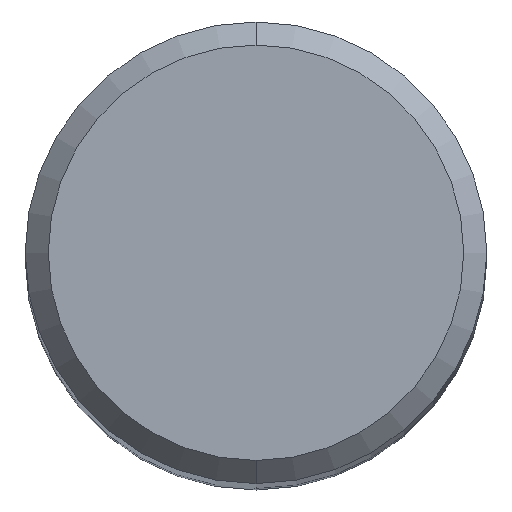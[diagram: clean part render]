
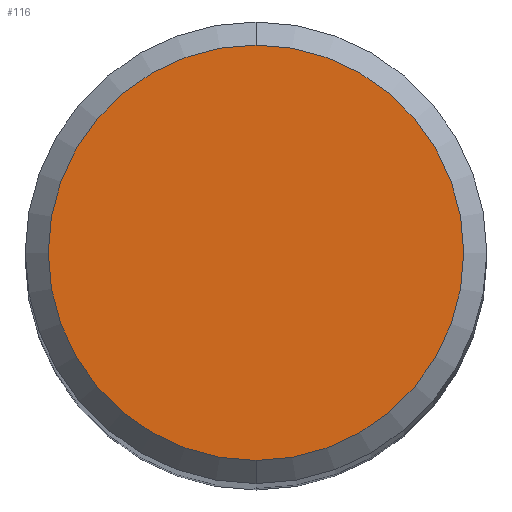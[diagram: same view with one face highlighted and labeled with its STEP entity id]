
A CAD part, top view. The second image highlights one B-rep face of the part: STEP entity #116.
In plain terms, the highlighted planar face has unit normal (0, 0, 1).
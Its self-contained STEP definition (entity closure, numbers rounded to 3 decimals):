
#66=EDGE_CURVE('',#104,#106,#154,.T.);
#104=VERTEX_POINT('',#196);
#106=VERTEX_POINT('',#198);
#116=ADVANCED_FACE('',(#210),#211,.T.);
#130=EDGE_CURVE('',#106,#104,#228,.T.);
#154=CIRCLE('',#248,4.5);
#196=CARTESIAN_POINT('',(0.0,4.5,0.0));
#198=CARTESIAN_POINT('',(0.,-4.5,0.0));
#210=FACE_OUTER_BOUND('',#318,.T.);
#211=PLANE('',#319);
#228=CIRCLE('',#337,4.5);
#248=AXIS2_PLACEMENT_3D('',#344,#345,#346);
#318=EDGE_LOOP('',(#410,#411));
#319=AXIS2_PLACEMENT_3D('',#412,#413,#414);
#337=AXIS2_PLACEMENT_3D('',#441,#442,#443);
#344=CARTESIAN_POINT('',(0.0,0.0,0.0));
#345=DIRECTION('',(0.0,0.0,-1.0));
#346=DIRECTION('',(0.0,1.0,0.0));
#410=ORIENTED_EDGE('',*,*,#66,.F.);
#411=ORIENTED_EDGE('',*,*,#130,.F.);
#412=CARTESIAN_POINT('',(0.0,2.25,0.0));
#413=DIRECTION('',(-0.0,0.0,1.0));
#414=DIRECTION('',(0.0,-1.0,0.0));
#441=CARTESIAN_POINT('',(0.0,0.0,0.0));
#442=DIRECTION('',(0.0,0.0,-1.0));
#443=DIRECTION('',(0.0,1.0,0.0));
